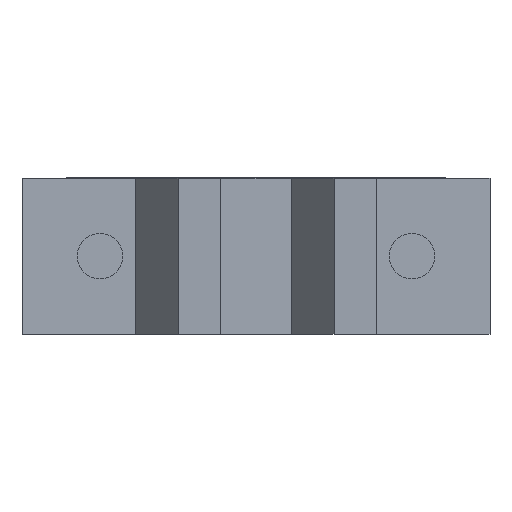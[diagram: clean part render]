
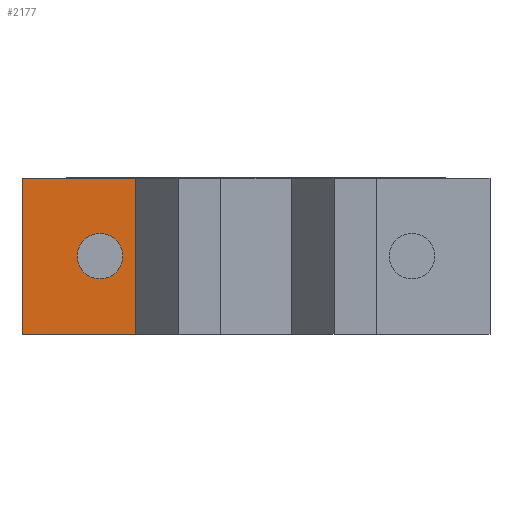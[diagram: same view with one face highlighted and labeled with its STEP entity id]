
A CAD part, front view. The second image highlights one B-rep face of the part: STEP entity #2177.
In plain terms, the highlighted planar face has unit normal (0, -1, 0).
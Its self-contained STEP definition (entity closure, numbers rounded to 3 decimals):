
#15 = EDGE_CURVE ( 'NONE', #22, #2303, #986, .T. ) ;
#22 = VERTEX_POINT ( 'NONE', #593 ) ;
#99 = EDGE_CURVE ( 'NONE', #1423, #1167, #1206, .T. ) ;
#128 = ORIENTED_EDGE ( 'NONE', *, *, #1577, .F. ) ;
#301 = DIRECTION ( 'NONE',  ( 0., -1., 0. ) ) ;
#323 = PLANE ( 'NONE',  #2857 ) ;
#401 = ORIENTED_EDGE ( 'NONE', *, *, #99, .T. ) ;
#440 = CARTESIAN_POINT ( 'NONE',  ( 0., 0., 2.54 ) ) ;
#542 = FACE_BOUND ( 'NONE', #2124, .T. ) ;
#575 = CARTESIAN_POINT ( 'NONE',  ( 0., 0., 2.54 ) ) ;
#586 = CARTESIAN_POINT ( 'NONE',  ( 1.27, 0., 1.27 ) ) ;
#593 = CARTESIAN_POINT ( 'NONE',  ( 1.84, 0., 2.54 ) ) ;
#766 = EDGE_CURVE ( 'NONE', #3218, #2400, #2136, .T. ) ;
#789 = ORIENTED_EDGE ( 'NONE', *, *, #15, .F. ) ;
#848 = DIRECTION ( 'NONE',  ( 0., 0., 1. ) ) ;
#863 = DIRECTION ( 'NONE',  ( 0., 0., -1. ) ) ;
#891 = DIRECTION ( 'NONE',  ( 0., 0., 1. ) ) ;
#986 = LINE ( 'NONE', #2476, #2961 ) ;
#1009 = CARTESIAN_POINT ( 'NONE',  ( 1.27, 0., 1.641 ) ) ;
#1057 = ORIENTED_EDGE ( 'NONE', *, *, #2207, .T. ) ;
#1124 = VECTOR ( 'NONE', #2283, 1000. ) ;
#1133 = CARTESIAN_POINT ( 'NONE',  ( 1.84, 0., 0. ) ) ;
#1167 = VERTEX_POINT ( 'NONE', #1976 ) ;
#1206 = LINE ( 'NONE', #575, #1124 ) ;
#1387 = CARTESIAN_POINT ( 'NONE',  ( 0., 0., 0. ) ) ;
#1423 = VERTEX_POINT ( 'NONE', #2940 ) ;
#1426 = LINE ( 'NONE', #440, #2905 ) ;
#1577 = EDGE_CURVE ( 'NONE', #2400, #3218, #2217, .T. ) ;
#1679 = CARTESIAN_POINT ( 'NONE',  ( 0., 0., 2.54 ) ) ;
#1735 = AXIS2_PLACEMENT_3D ( 'NONE', #2744, #301, #848 ) ;
#1808 = DIRECTION ( 'NONE',  ( 1., 0., 0. ) ) ;
#1934 = DIRECTION ( 'NONE',  ( 0., -1., 0. ) ) ;
#1976 = CARTESIAN_POINT ( 'NONE',  ( 0., 0., 0. ) ) ;
#1987 = ORIENTED_EDGE ( 'NONE', *, *, #766, .F. ) ;
#2107 = AXIS2_PLACEMENT_3D ( 'NONE', #586, #1934, #2458 ) ;
#2124 = EDGE_LOOP ( 'NONE', ( #128, #1987 ) ) ;
#2136 = CIRCLE ( 'NONE', #2107, 0.371 ) ;
#2177 = ADVANCED_FACE ( 'NONE', ( #3002, #542 ), #323, .F. ) ;
#2207 = EDGE_CURVE ( 'NONE', #1167, #2303, #3466, .T. ) ;
#2217 = CIRCLE ( 'NONE', #1735, 0.371 ) ;
#2234 = DIRECTION ( 'NONE',  ( 0., 1., 0. ) ) ;
#2283 = DIRECTION ( 'NONE',  ( 0., 0., -1. ) ) ;
#2286 = EDGE_LOOP ( 'NONE', ( #1057, #789, #3276, #401 ) ) ;
#2303 = VERTEX_POINT ( 'NONE', #1133 ) ;
#2400 = VERTEX_POINT ( 'NONE', #1009 ) ;
#2458 = DIRECTION ( 'NONE',  ( 0., 0., 1. ) ) ;
#2476 = CARTESIAN_POINT ( 'NONE',  ( 1.84, 0., 2.54 ) ) ;
#2744 = CARTESIAN_POINT ( 'NONE',  ( 1.27, 0., 1.27 ) ) ;
#2751 = DIRECTION ( 'NONE',  ( 1., 0., 0. ) ) ;
#2857 = AXIS2_PLACEMENT_3D ( 'NONE', #1679, #2234, #891 ) ;
#2905 = VECTOR ( 'NONE', #1808, 1000. ) ;
#2940 = CARTESIAN_POINT ( 'NONE',  ( 0., 0., 2.54 ) ) ;
#2947 = EDGE_CURVE ( 'NONE', #1423, #22, #1426, .T. ) ;
#2961 = VECTOR ( 'NONE', #863, 1000. ) ;
#3002 = FACE_OUTER_BOUND ( 'NONE', #2286, .T. ) ;
#3046 = VECTOR ( 'NONE', #2751, 1000. ) ;
#3218 = VERTEX_POINT ( 'NONE', #3360 ) ;
#3276 = ORIENTED_EDGE ( 'NONE', *, *, #2947, .F. ) ;
#3360 = CARTESIAN_POINT ( 'NONE',  ( 1.27, 0., 0.899 ) ) ;
#3466 = LINE ( 'NONE', #1387, #3046 ) ;
